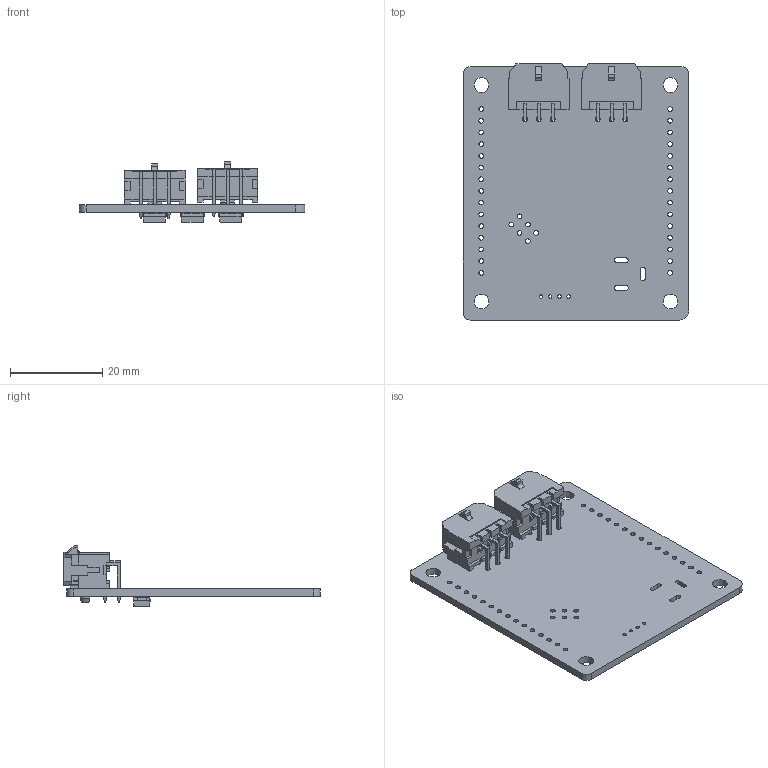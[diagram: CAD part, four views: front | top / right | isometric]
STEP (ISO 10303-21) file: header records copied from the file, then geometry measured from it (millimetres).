
FILE_DESCRIPTION(('KiCad electronic assembly'),'2;1');
FILE_NAME('BasicAtmega328.step','2021-02-06T16:02:34',('An Author'),( 'A Company'),'Open CASCADE STEP processor 7.3', 'KiCad to STEP converter','Unknown');
FILE_SCHEMA(('AUTOMOTIVE_DESIGN { 1 0 10303 214 1 1 1 1 }'));
Length unit declared in the file: millimetre
Products named in the file (14): Open CASCADE STEP translator 7.3 1; JST_PH_S4B-PH-K_04x2.00mm_Angled; CP_Elec_6.3x5.7; C_0805; LED_0805; D_SMB; SOLID; JACK_ALIM; 430450600; R_0805; SOT-223; TQFP-32_7x7mm_Pitch0.8mm; COMPOUND
Assembly tree (28 placements, depth 3):
  Open CASCADE STEP translator 7.3 1
    JST_PH_S4B-PH-K_04x2.00mm_Angled
    CP_Elec_6.3x5.7
    C_0805  x6
    LED_0805
    D_SMB  x3
      SOLID
    JACK_ALIM
    430450600  x2
      SOLID
    R_0805  x8
    SOT-223
    TQFP-32_7x7mm_Pitch0.8mm
    COMPOUND
Bounding box: 49.01 x 55.59 x 13.18 mm (x, y, z)
Volume: 5405.9 mm3; surface area: 8704.8 mm2
Topology: 6 solids, 6 shells, 869 faces, 2258 edges, 1434 vertices
Faces by surface type: plane 741, cylinder 90, bspline 30, cone 4, torus 4
Full cylindrical faces by diameter (mm): 0.75 x4, 1.016 x36, 1.1 x12, 3.1 x2, 3.2 x4
Entity records: 30338 total; most frequent: CARTESIAN_POINT 5279, DIRECTION 4579, LINE 3153, VECTOR 3153, ORIENTED_EDGE 2386, PCURVE 2386, DEFINITIONAL_REPRESENTATION 2386, EDGE_CURVE 1193
